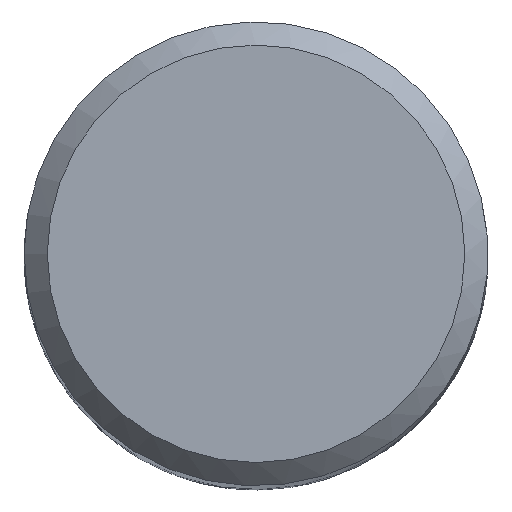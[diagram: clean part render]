
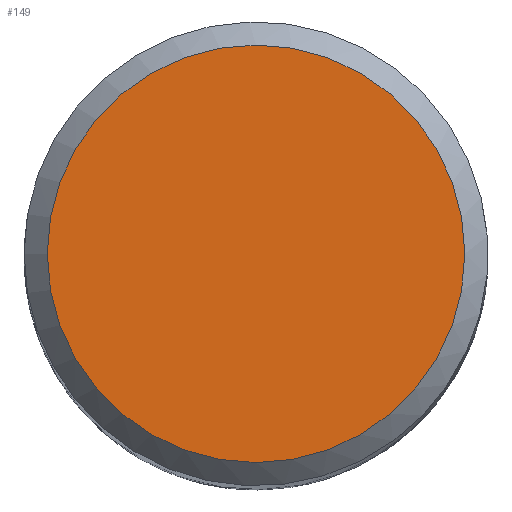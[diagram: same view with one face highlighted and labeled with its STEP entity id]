
A CAD part, top view. The second image highlights one B-rep face of the part: STEP entity #149.
In plain terms, the highlighted planar face has unit normal (0, 0, 1).
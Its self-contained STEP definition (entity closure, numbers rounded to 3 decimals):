
#149=ADVANCED_FACE('CU_SU3',(#156),#154,.F.);
#154=PLANE('',#352);
#156=FACE_OUTER_BOUND('',#180,.T.);
#180=EDGE_LOOP('',(#206));
#206=ORIENTED_EDGE('',*,*,#235,.F.);
#221=VERTEX_POINT('',#484);
#235=EDGE_CURVE('',#221,#221,#248,.T.);
#248=CIRCLE('',#351,9.);
#351=AXIS2_PLACEMENT_3D('',#483,#417,#418);
#352=AXIS2_PLACEMENT_3D('',#485,#419,#420);
#417=DIRECTION('',(0.,0.,-1.));
#418=DIRECTION('',(-1.,0.,0.));
#419=DIRECTION('',(0.,0.,-1.));
#420=DIRECTION('',(-1.,0.,0.));
#483=CARTESIAN_POINT('',(0.,0.,0.));
#484=CARTESIAN_POINT('',(-9.,0.,0.));
#485=CARTESIAN_POINT('',(0.,0.,0.));
